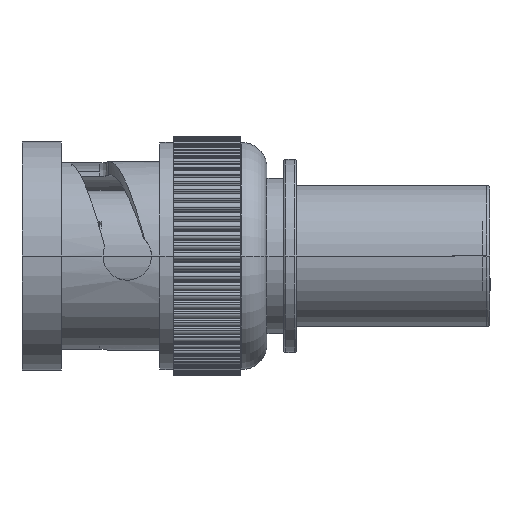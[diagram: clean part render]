
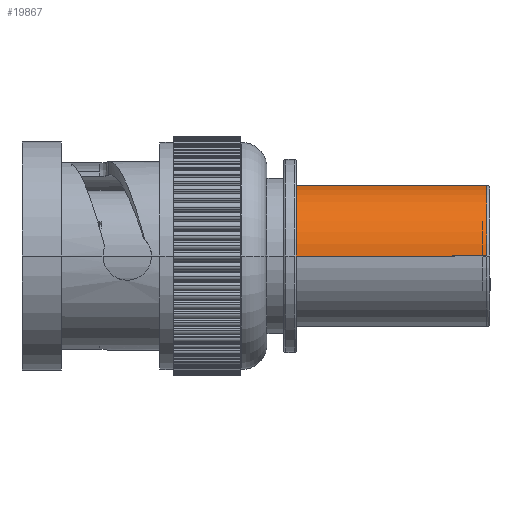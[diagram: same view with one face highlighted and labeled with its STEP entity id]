
A CAD part, left-side view. The second image highlights one B-rep face of the part: STEP entity #19867.
In plain terms, the highlighted cylindrical face has radius 4.267 mm (diameter 8.534 mm), a partial arc.
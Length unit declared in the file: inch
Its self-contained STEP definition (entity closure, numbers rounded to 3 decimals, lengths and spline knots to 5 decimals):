
#256 = DIRECTION ( 'NONE',  ( 0., 0., 1. ) ) ;
#257 = DIRECTION ( 'NONE',  ( 0., -1., 0. ) ) ;
#258 = AXIS2_PLACEMENT_3D ( 'NONE', #261, #257, #256 ) ;
#259 = CIRCLE ( 'NONE', #258, 0.168 ) ;
#261 = CARTESIAN_POINT ( 'NONE',  ( 0., 0.2225, 0. ) ) ;
#330 = DIRECTION ( 'NONE',  ( 0., 0., -1. ) ) ;
#331 = DIRECTION ( 'NONE',  ( 0., -1., 0. ) ) ;
#332 = CARTESIAN_POINT ( 'NONE',  ( 0., 0.23, 0. ) ) ;
#333 = AXIS2_PLACEMENT_3D ( 'NONE', #332, #331, #330 ) ;
#334 = CYLINDRICAL_SURFACE ( 'NONE', #333, 0.168 ) ;
#341 = FACE_OUTER_BOUND ( 'NONE', #19865, .T. ) ;
#560 = DIRECTION ( 'NONE',  ( 0., 0., 1. ) ) ;
#561 = DIRECTION ( 'NONE',  ( 0., 1., 0. ) ) ;
#562 = CARTESIAN_POINT ( 'NONE',  ( 0., -0.23, 0. ) ) ;
#563 = AXIS2_PLACEMENT_3D ( 'NONE', #562, #561, #560 ) ;
#564 = CIRCLE ( 'NONE', #563, 0.168 ) ;
#1020 = EDGE_CURVE ( 'NONE', #17902, #1280, #16757, .T. ) ;
#1280 = VERTEX_POINT ( 'NONE', #16570 ) ;
#1344 = VERTEX_POINT ( 'NONE', #16665 ) ;
#1387 = EDGE_CURVE ( 'NONE', #17901, #1344, #17881, .T. ) ;
#12073 = CARTESIAN_POINT ( 'NONE',  ( 0., 0.2225, 0.168 ) ) ;
#12074 = CARTESIAN_POINT ( 'NONE',  ( 0., 0.2225, -0.168 ) ) ;
#16570 = CARTESIAN_POINT ( 'NONE',  ( 0., -0.23, 0.168 ) ) ;
#16665 = CARTESIAN_POINT ( 'NONE',  ( 0., -0.23, -0.168 ) ) ;
#16716 = CARTESIAN_POINT ( 'NONE',  ( 0., 0.23, 0.168 ) ) ;
#16725 = VECTOR ( 'NONE', #16730, 39.37008 ) ;
#16730 = DIRECTION ( 'NONE',  ( 0., -1., 0. ) ) ;
#16757 = LINE ( 'NONE', #16716, #16725 ) ;
#17873 = DIRECTION ( 'NONE',  ( 0., -1., 0. ) ) ;
#17874 = VECTOR ( 'NONE', #17873, 39.37008 ) ;
#17875 = CARTESIAN_POINT ( 'NONE',  ( 0., 0.23, -0.168 ) ) ;
#17881 = LINE ( 'NONE', #17875, #17874 ) ;
#17901 = VERTEX_POINT ( 'NONE', #12074 ) ;
#17902 = VERTEX_POINT ( 'NONE', #12073 ) ;
#19843 = EDGE_CURVE ( 'NONE', #17902, #17901, #259, .T. ) ;
#19865 = EDGE_LOOP ( 'NONE', ( #19880, #19866, #19894, #19891 ) ) ;
#19866 = ORIENTED_EDGE ( 'NONE', *, *, #19843, .T. ) ;
#19867 = ADVANCED_FACE ( 'NONE', ( #341 ), #334, .T. ) ;
#19880 = ORIENTED_EDGE ( 'NONE', *, *, #1020, .F. ) ;
#19891 = ORIENTED_EDGE ( 'NONE', *, *, #19899, .T. ) ;
#19894 = ORIENTED_EDGE ( 'NONE', *, *, #1387, .T. ) ;
#19899 = EDGE_CURVE ( 'NONE', #1344, #1280, #564, .T. ) ;
